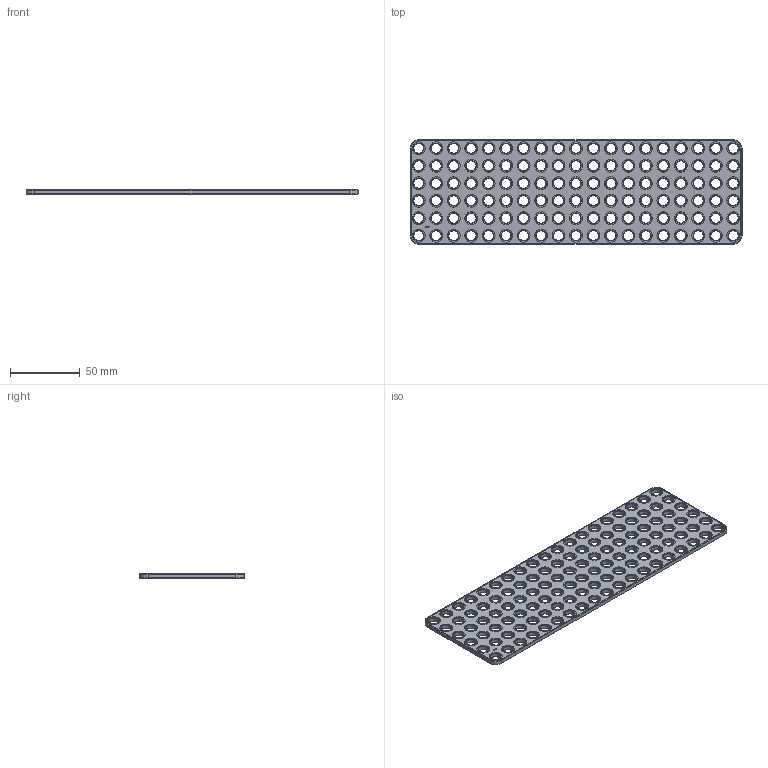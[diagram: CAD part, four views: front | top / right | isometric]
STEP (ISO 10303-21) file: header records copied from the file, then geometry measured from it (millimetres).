
FILE_DESCRIPTION(('FreeCAD Model'),'2;1');
FILE_NAME('Open CASCADE Shape Model','2024-10-09T00:14:09',(''),(''), 'Open CASCADE STEP processor 7.7','FreeCAD','Unknown');
FILE_SCHEMA(('AUTOMOTIVE_DESIGN { 1 0 10303 214 1 1 1 1 }'));
Length unit declared in the file: millimetre
Products named in the file (1): Plate RCT CRNR BU19x06x00.25 - SPN-PLT-0225 (stemfie.org)
Bounding box: 237.5 x 75 x 3.12 mm (x, y, z)
Volume: 39619.6 mm3; surface area: 36248.6 mm2
Topology: 1 solids, 1 shells, 1058 faces, 2489 edges, 1578 vertices
Faces by surface type: plane 440, cylinder 236, cone 236, extrusion 146
Full cylindrical faces by diameter (mm): 7 x114, 9.2 x114
Entity records: 31129 total; most frequent: CARTESIAN_POINT 6312, ORIENTED_EDGE 4978, DIRECTION 4877, EDGE_CURVE 2489, VECTOR 1635, AXIS2_PLACEMENT_3D 1621, VERTEX_POINT 1578, LINE 1489
